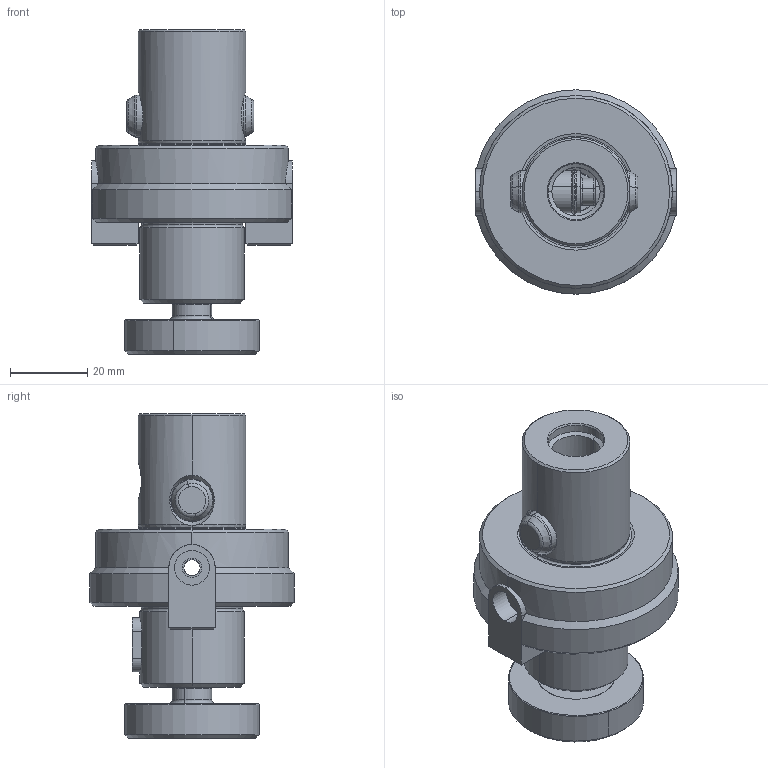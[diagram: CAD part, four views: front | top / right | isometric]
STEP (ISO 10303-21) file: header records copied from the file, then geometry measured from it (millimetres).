
FILE_DESCRIPTION(('no description'),'unknown implementation level');
FILE_NAME('418EB8C2-DD4D-4D7D-838C-DB2E44BFF499_export.stp',' ',('CIMSOURCE GmbH'),('CADClick - KiM GmbH - www.kimweb.de'),'unknown preprocess','ACIS','unknown authorization');
FILE_SCHEMA(('automotive_design'));
Length unit declared in the file: millimetre
Products named in the file (8): 335.425 Kaiser CKS5 X F27|335.425 Kaiser CKS5 X F27_Standard;NONE; 335.425 Kaiser CKS5 X F27|691.607 kaiser ETL MST 27 (Paar)_Standard;NONE; 335.425 Kaiser CKS5 X F27|690.705 Kaiser ETL FR27_M12_Standard-1;NONE; 335.425 Kaiser CKS5 X F27|690.705 Kaiser ETL FR27_M12_Standard;NONE; 335.425 Kaiser CKS5 X F27|691.602 Kaiser ETL FK 7 X 7_Standard;NONE; 335.425 Kaiser CKS5 X F27|691.505 Kaiser ETL D11 X 33K_Standard|691.525 Mitnehmerbolzen_Standard;NONE; 335.425 Kaiser CKS5 X F27|691.505 Kaiser ETL D11 X 33K_Standard|693.304 Sprengring_Standard;NONE
Bounding box: 52 x 53 x 84.27 mm (x, y, z)
Volume: 75695.3 mm3; surface area: 25516.6 mm2
Topology: 8 solids, 8 shells, 223 faces, 514 edges, 305 vertices
Faces by surface type: cylinder 78, plane 69, cone 46, torus 30
Entity records: 13273 total; most frequent: CARTESIAN_POINT 2159, DIRECTION 1116, STYLED_ITEM 1048, PRESENTATION_STYLE_ASSIGNMENT 1048, COLOUR_RGB 1048, ORIENTED_EDGE 1024, EDGE_CURVE 512, CURVE_STYLE 512
